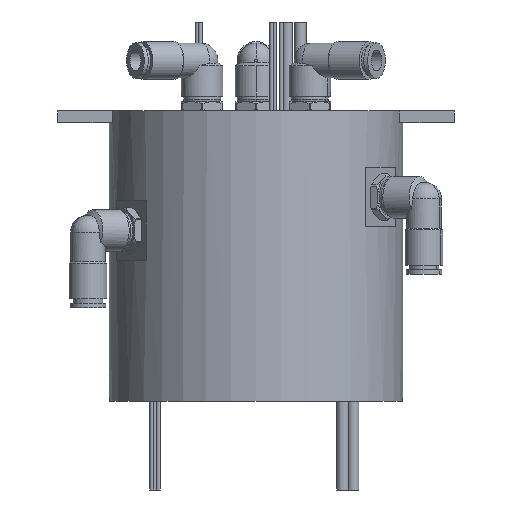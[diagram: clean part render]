
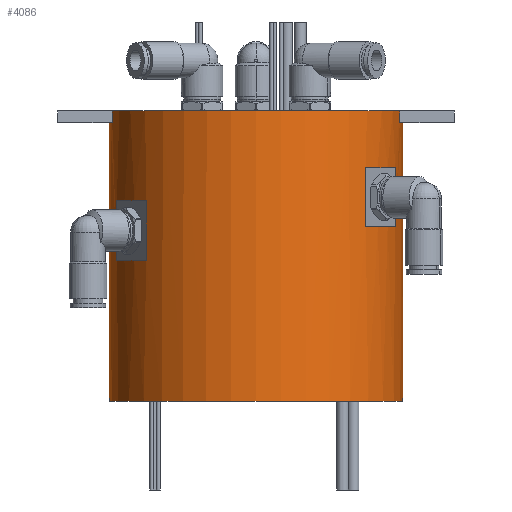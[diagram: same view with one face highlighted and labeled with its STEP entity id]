
A CAD part, front view. The second image highlights one B-rep face of the part: STEP entity #4086.
In plain terms, the highlighted cylindrical face has radius 49.5 mm (diameter 99 mm), a partial arc.
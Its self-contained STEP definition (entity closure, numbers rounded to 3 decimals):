
#17 = ORIENTED_EDGE ( 'NONE', *, *, #5792, .F. ) ;
#41 = CARTESIAN_POINT ( 'NONE',  ( 48.53, -9.75, -4. ) ) ;
#61 = EDGE_CURVE ( 'NONE', #5699, #3918, #5887, .T. ) ;
#144 = DIRECTION ( 'NONE',  ( 0., 0., 1. ) ) ;
#228 = DIRECTION ( 'NONE',  ( 0., 0., -1. ) ) ;
#390 = CIRCLE ( 'NONE', #2955, 49.5 ) ;
#584 = VERTEX_POINT ( 'NONE', #1276 ) ;
#594 = ORIENTED_EDGE ( 'NONE', *, *, #61, .F. ) ;
#604 = LINE ( 'NONE', #4950, #1393 ) ;
#625 = VERTEX_POINT ( 'NONE', #825 ) ;
#647 = CARTESIAN_POINT ( 'NONE',  ( 48.53, -9.75, 0. ) ) ;
#668 = CIRCLE ( 'NONE', #5217, 49.5 ) ;
#798 = CARTESIAN_POINT ( 'NONE',  ( -48.53, -9.75, -4. ) ) ;
#825 = CARTESIAN_POINT ( 'NONE',  ( -48.53, -9.75, 0. ) ) ;
#860 = EDGE_CURVE ( 'NONE', #584, #5699, #390, .T. ) ;
#873 = CARTESIAN_POINT ( 'NONE',  ( -46.952, -15.677, -50.4 ) ) ;
#907 = ORIENTED_EDGE ( 'NONE', *, *, #2095, .F. ) ;
#910 = EDGE_CURVE ( 'NONE', #5535, #625, #3792, .T. ) ;
#929 = CARTESIAN_POINT ( 'NONE',  ( 37.052, -32.823, -19.2 ) ) ;
#966 = CARTESIAN_POINT ( 'NONE',  ( 0., 0., -98. ) ) ;
#975 = CARTESIAN_POINT ( 'NONE',  ( 0., 0., -4. ) ) ;
#1019 = CIRCLE ( 'NONE', #3328, 49.5 ) ;
#1089 = AXIS2_PLACEMENT_3D ( 'NONE', #4999, #2219, #5472 ) ;
#1111 = CARTESIAN_POINT ( 'NONE',  ( 0., 0., -50.4 ) ) ;
#1122 = ORIENTED_EDGE ( 'NONE', *, *, #1169, .T. ) ;
#1169 = EDGE_CURVE ( 'NONE', #2838, #5801, #604, .T. ) ;
#1206 = ORIENTED_EDGE ( 'NONE', *, *, #1594, .F. ) ;
#1217 = VECTOR ( 'NONE', #5044, 1000. ) ;
#1273 = VERTEX_POINT ( 'NONE', #5003 ) ;
#1276 = CARTESIAN_POINT ( 'NONE',  ( 46.952, -15.677, -19.2 ) ) ;
#1281 = AXIS2_PLACEMENT_3D ( 'NONE', #966, #2350, #3760 ) ;
#1282 = CIRCLE ( 'NONE', #5889, 49.5 ) ;
#1290 = CARTESIAN_POINT ( 'NONE',  ( -37.052, -32.823, -30.4 ) ) ;
#1301 = CARTESIAN_POINT ( 'NONE',  ( 37.052, -32.823, -39.2 ) ) ;
#1393 = VECTOR ( 'NONE', #5429, 1000. ) ;
#1410 = EDGE_CURVE ( 'NONE', #5535, #2352, #668, .T. ) ;
#1433 = VECTOR ( 'NONE', #4815, 1000. ) ;
#1442 = DIRECTION ( 'NONE',  ( 1., 0., 0. ) ) ;
#1454 = EDGE_LOOP ( 'NONE', ( #4307, #3213, #1122, #1887, #4872, #17, #4955, #4231 ) ) ;
#1494 = CARTESIAN_POINT ( 'NONE',  ( 0., 0., -19.2 ) ) ;
#1576 = DIRECTION ( 'NONE',  ( -1., 0., 0. ) ) ;
#1594 = EDGE_CURVE ( 'NONE', #5153, #1960, #1019, .T. ) ;
#1612 = VERTEX_POINT ( 'NONE', #647 ) ;
#1628 = VECTOR ( 'NONE', #3104, 1000. ) ;
#1688 = FACE_BOUND ( 'NONE', #2910, .T. ) ;
#1691 = ORIENTED_EDGE ( 'NONE', *, *, #4308, .T. ) ;
#1837 = FACE_OUTER_BOUND ( 'NONE', #1454, .T. ) ;
#1867 = CARTESIAN_POINT ( 'NONE',  ( -46.952, -15.677, -30.4 ) ) ;
#1887 = ORIENTED_EDGE ( 'NONE', *, *, #3128, .T. ) ;
#1929 = DIRECTION ( 'NONE',  ( 0., 0., 1. ) ) ;
#1940 = DIRECTION ( 'NONE',  ( 1., 0., 0. ) ) ;
#1960 = VERTEX_POINT ( 'NONE', #3732 ) ;
#2013 = DIRECTION ( 'NONE',  ( 0., 0., -1. ) ) ;
#2095 = EDGE_CURVE ( 'NONE', #5745, #5153, #2401, .T. ) ;
#2208 = VECTOR ( 'NONE', #4375, 1000. ) ;
#2219 = DIRECTION ( 'NONE',  ( 0., 0., 1. ) ) ;
#2250 = CARTESIAN_POINT ( 'NONE',  ( -37.052, -32.823, -98. ) ) ;
#2304 = EDGE_CURVE ( 'NONE', #5745, #5122, #3829, .T. ) ;
#2350 = DIRECTION ( 'NONE',  ( 0., 0., 1. ) ) ;
#2352 = VERTEX_POINT ( 'NONE', #5500 ) ;
#2376 = CIRCLE ( 'NONE', #2531, 49.5 ) ;
#2378 = EDGE_CURVE ( 'NONE', #1960, #5122, #3398, .T. ) ;
#2401 = LINE ( 'NONE', #5337, #3920 ) ;
#2517 = CARTESIAN_POINT ( 'NONE',  ( 46.952, -15.677, -98. ) ) ;
#2522 = EDGE_CURVE ( 'NONE', #5738, #2352, #3896, .T. ) ;
#2531 = AXIS2_PLACEMENT_3D ( 'NONE', #5354, #2567, #5802 ) ;
#2543 = DIRECTION ( 'NONE',  ( 0., 0., -1. ) ) ;
#2567 = DIRECTION ( 'NONE',  ( 0., 0., 1. ) ) ;
#2611 = EDGE_CURVE ( 'NONE', #5738, #2838, #2376, .T. ) ;
#2616 = CARTESIAN_POINT ( 'NONE',  ( 48.53, -9.75, -98. ) ) ;
#2697 = CIRCLE ( 'NONE', #5244, 49.5 ) ;
#2730 = CARTESIAN_POINT ( 'NONE',  ( 49.5, 0., -98. ) ) ;
#2838 = VERTEX_POINT ( 'NONE', #2730 ) ;
#2910 = EDGE_LOOP ( 'NONE', ( #1206, #907, #4801, #3050 ) ) ;
#2942 = ORIENTED_EDGE ( 'NONE', *, *, #3199, .F. ) ;
#2955 = AXIS2_PLACEMENT_3D ( 'NONE', #1494, #4719, #1940 ) ;
#2998 = CARTESIAN_POINT ( 'NONE',  ( 0., 0., -39.2 ) ) ;
#3001 = VECTOR ( 'NONE', #144, 1000. ) ;
#3050 = ORIENTED_EDGE ( 'NONE', *, *, #2378, .F. ) ;
#3104 = DIRECTION ( 'NONE',  ( 0., 0., -1. ) ) ;
#3128 = EDGE_CURVE ( 'NONE', #5801, #3457, #1282, .T. ) ;
#3199 = EDGE_CURVE ( 'NONE', #1273, #584, #3463, .T. ) ;
#3213 = ORIENTED_EDGE ( 'NONE', *, *, #2611, .T. ) ;
#3284 = VECTOR ( 'NONE', #3678, 1000. ) ;
#3328 = AXIS2_PLACEMENT_3D ( 'NONE', #1111, #4348, #1576 ) ;
#3332 = EDGE_CURVE ( 'NONE', #1612, #3457, #5346, .T. ) ;
#3384 = CARTESIAN_POINT ( 'NONE',  ( -48.53, -9.75, -98. ) ) ;
#3398 = LINE ( 'NONE', #2250, #1217 ) ;
#3457 = VERTEX_POINT ( 'NONE', #41 ) ;
#3463 = LINE ( 'NONE', #2517, #2208 ) ;
#3474 = DIRECTION ( 'NONE',  ( 1., 0., 0. ) ) ;
#3603 = EDGE_LOOP ( 'NONE', ( #2942, #1691, #594, #4521 ) ) ;
#3678 = DIRECTION ( 'NONE',  ( 0., 0., -1. ) ) ;
#3732 = CARTESIAN_POINT ( 'NONE',  ( -37.052, -32.823, -50.4 ) ) ;
#3760 = DIRECTION ( 'NONE',  ( 1., 0., 0. ) ) ;
#3763 = AXIS2_PLACEMENT_3D ( 'NONE', #2998, #228, #3474 ) ;
#3792 = LINE ( 'NONE', #3384, #3001 ) ;
#3829 = CIRCLE ( 'NONE', #1089, 49.5 ) ;
#3896 = LINE ( 'NONE', #4330, #1433 ) ;
#3918 = VERTEX_POINT ( 'NONE', #1301 ) ;
#3920 = VECTOR ( 'NONE', #2543, 1000. ) ;
#4086 = ADVANCED_FACE ( 'NONE', ( #1837, #1688, #5259 ), #4530, .T. ) ;
#4215 = DIRECTION ( 'NONE',  ( 0., 0., -1. ) ) ;
#4231 = ORIENTED_EDGE ( 'NONE', *, *, #1410, .T. ) ;
#4251 = CARTESIAN_POINT ( 'NONE',  ( 49.5, 0., -4. ) ) ;
#4307 = ORIENTED_EDGE ( 'NONE', *, *, #2522, .F. ) ;
#4308 = EDGE_CURVE ( 'NONE', #1273, #3918, #4747, .T. ) ;
#4330 = CARTESIAN_POINT ( 'NONE',  ( -49.5, 0., -98. ) ) ;
#4348 = DIRECTION ( 'NONE',  ( 0., 0., 1. ) ) ;
#4375 = DIRECTION ( 'NONE',  ( 0., 0., 1. ) ) ;
#4521 = ORIENTED_EDGE ( 'NONE', *, *, #860, .F. ) ;
#4530 = CYLINDRICAL_SURFACE ( 'NONE', #1281, 49.5 ) ;
#4704 = CARTESIAN_POINT ( 'NONE',  ( 0., 0., 0. ) ) ;
#4719 = DIRECTION ( 'NONE',  ( 0., 0., -1. ) ) ;
#4747 = CIRCLE ( 'NONE', #3763, 49.5 ) ;
#4801 = ORIENTED_EDGE ( 'NONE', *, *, #2304, .T. ) ;
#4802 = CARTESIAN_POINT ( 'NONE',  ( 0., 0., -4. ) ) ;
#4815 = DIRECTION ( 'NONE',  ( 0., 0., 1. ) ) ;
#4872 = ORIENTED_EDGE ( 'NONE', *, *, #3332, .F. ) ;
#4950 = CARTESIAN_POINT ( 'NONE',  ( 49.5, 0., -98. ) ) ;
#4955 = ORIENTED_EDGE ( 'NONE', *, *, #910, .F. ) ;
#4999 = CARTESIAN_POINT ( 'NONE',  ( 0., 0., -30.4 ) ) ;
#5003 = CARTESIAN_POINT ( 'NONE',  ( 46.952, -15.677, -39.2 ) ) ;
#5044 = DIRECTION ( 'NONE',  ( 0., 0., 1. ) ) ;
#5122 = VERTEX_POINT ( 'NONE', #1290 ) ;
#5132 = CARTESIAN_POINT ( 'NONE',  ( -49.5, 0., -98. ) ) ;
#5153 = VERTEX_POINT ( 'NONE', #873 ) ;
#5188 = DIRECTION ( 'NONE',  ( 1., 0., 0. ) ) ;
#5217 = AXIS2_PLACEMENT_3D ( 'NONE', #975, #4215, #1442 ) ;
#5244 = AXIS2_PLACEMENT_3D ( 'NONE', #4704, #1929, #5188 ) ;
#5259 = FACE_BOUND ( 'NONE', #3603, .T. ) ;
#5288 = DIRECTION ( 'NONE',  ( 1., 0., 0. ) ) ;
#5337 = CARTESIAN_POINT ( 'NONE',  ( -46.952, -15.677, -98. ) ) ;
#5346 = LINE ( 'NONE', #2616, #1628 ) ;
#5354 = CARTESIAN_POINT ( 'NONE',  ( 0., 0., -98. ) ) ;
#5429 = DIRECTION ( 'NONE',  ( 0., 0., 1. ) ) ;
#5472 = DIRECTION ( 'NONE',  ( -1., 0., 0. ) ) ;
#5500 = CARTESIAN_POINT ( 'NONE',  ( -49.5, 0., -4. ) ) ;
#5535 = VERTEX_POINT ( 'NONE', #798 ) ;
#5699 = VERTEX_POINT ( 'NONE', #929 ) ;
#5738 = VERTEX_POINT ( 'NONE', #5132 ) ;
#5745 = VERTEX_POINT ( 'NONE', #1867 ) ;
#5792 = EDGE_CURVE ( 'NONE', #625, #1612, #2697, .T. ) ;
#5801 = VERTEX_POINT ( 'NONE', #4251 ) ;
#5802 = DIRECTION ( 'NONE',  ( 1., 0., 0. ) ) ;
#5887 = LINE ( 'NONE', #5980, #3284 ) ;
#5889 = AXIS2_PLACEMENT_3D ( 'NONE', #4802, #2013, #5288 ) ;
#5980 = CARTESIAN_POINT ( 'NONE',  ( 37.052, -32.823, -98. ) ) ;
